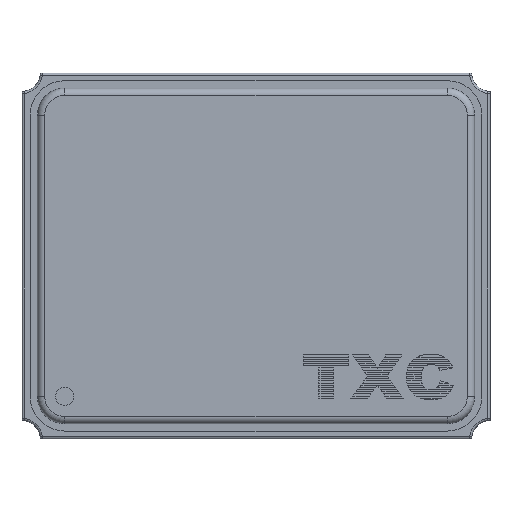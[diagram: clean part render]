
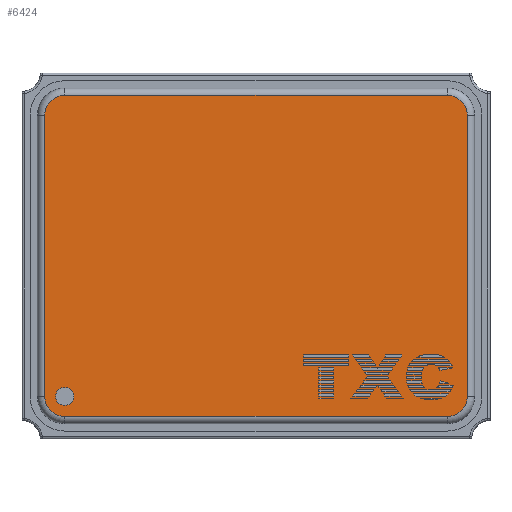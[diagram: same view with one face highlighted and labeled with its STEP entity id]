
A CAD part, top view. The second image highlights one B-rep face of the part: STEP entity #6424.
In plain terms, the highlighted planar face has unit normal (0, 0, 1).
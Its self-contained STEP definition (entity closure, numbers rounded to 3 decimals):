
#491=PLANE('',#7108);
#890=FACE_OUTER_BOUND('',#1289,.T.);
#1289=EDGE_LOOP('',(#5962,#5963,#5964,#5965,#5966,#5967,#5968,#5969));
#1391=CIRCLE('',#7090,0.136);
#1395=CIRCLE('',#7096,0.136);
#1399=CIRCLE('',#7102,0.136);
#1402=CIRCLE('',#7107,0.136);
#2035=LINE('',#11214,#2674);
#2037=LINE('',#11226,#2676);
#2039=LINE('',#11238,#2678);
#2041=LINE('',#11250,#2680);
#2674=VECTOR('',#8675,10.);
#2676=VECTOR('',#8689,10.);
#2678=VECTOR('',#8703,10.);
#2680=VECTOR('',#8717,10.);
#3355=VERTEX_POINT('',#11207);
#3358=VERTEX_POINT('',#11212);
#3360=VERTEX_POINT('',#11218);
#3362=VERTEX_POINT('',#11224);
#3364=VERTEX_POINT('',#11230);
#3366=VERTEX_POINT('',#11236);
#3368=VERTEX_POINT('',#11242);
#3370=VERTEX_POINT('',#11248);
#4219=EDGE_CURVE('',#3358,#3355,#2035,.T.);
#4222=EDGE_CURVE('',#3360,#3358,#1391,.T.);
#4225=EDGE_CURVE('',#3362,#3360,#2037,.T.);
#4228=EDGE_CURVE('',#3364,#3362,#1395,.T.);
#4231=EDGE_CURVE('',#3366,#3364,#2039,.T.);
#4234=EDGE_CURVE('',#3368,#3366,#1399,.T.);
#4237=EDGE_CURVE('',#3370,#3368,#2041,.T.);
#4239=EDGE_CURVE('',#3355,#3370,#1402,.T.);
#5962=ORIENTED_EDGE('',*,*,#4219,.F.);
#5963=ORIENTED_EDGE('',*,*,#4222,.F.);
#5964=ORIENTED_EDGE('',*,*,#4225,.F.);
#5965=ORIENTED_EDGE('',*,*,#4228,.F.);
#5966=ORIENTED_EDGE('',*,*,#4231,.F.);
#5967=ORIENTED_EDGE('',*,*,#4234,.F.);
#5968=ORIENTED_EDGE('',*,*,#4237,.F.);
#5969=ORIENTED_EDGE('',*,*,#4239,.F.);
#6424=ADVANCED_FACE('',(#890),#491,.T.);
#7090=AXIS2_PLACEMENT_3D('',#11220,#8682,#8683);
#7096=AXIS2_PLACEMENT_3D('',#11232,#8696,#8697);
#7102=AXIS2_PLACEMENT_3D('',#11244,#8710,#8711);
#7107=AXIS2_PLACEMENT_3D('',#11253,#8722,#8723);
#7108=AXIS2_PLACEMENT_3D('',#11254,#8724,#8725);
#8675=DIRECTION('',(1.,0.,0.));
#8682=DIRECTION('center_axis',(0.,0.,-1.));
#8683=DIRECTION('ref_axis',(-0.707,0.707,0.));
#8689=DIRECTION('',(0.,1.,0.));
#8696=DIRECTION('center_axis',(0.,0.,-1.));
#8697=DIRECTION('ref_axis',(-0.707,-0.707,0.));
#8703=DIRECTION('',(-1.,0.,0.));
#8710=DIRECTION('center_axis',(0.,0.,-1.));
#8711=DIRECTION('ref_axis',(0.707,-0.707,0.));
#8717=DIRECTION('',(0.,-1.,0.));
#8722=DIRECTION('center_axis',(0.,0.,-1.));
#8723=DIRECTION('ref_axis',(0.707,0.707,0.));
#8724=DIRECTION('center_axis',(0.,0.,1.));
#8725=DIRECTION('ref_axis',(1.,0.,0.));
#11207=CARTESIAN_POINT('',(1.309,1.097,0.05));
#11212=CARTESIAN_POINT('',(-1.309,1.097,0.05));
#11214=CARTESIAN_POINT('',(0.654,1.097,0.05));
#11218=CARTESIAN_POINT('',(-1.445,0.961,0.05));
#11220=CARTESIAN_POINT('Origin',(-1.309,0.961,0.05));
#11224=CARTESIAN_POINT('',(-1.445,-0.961,0.05));
#11226=CARTESIAN_POINT('',(-1.445,0.481,0.05));
#11230=CARTESIAN_POINT('',(-1.309,-1.097,0.05));
#11232=CARTESIAN_POINT('Origin',(-1.309,-0.961,0.05));
#11236=CARTESIAN_POINT('',(1.309,-1.097,0.05));
#11238=CARTESIAN_POINT('',(-0.654,-1.097,0.05));
#11242=CARTESIAN_POINT('',(1.445,-0.961,0.05));
#11244=CARTESIAN_POINT('Origin',(1.309,-0.961,0.05));
#11248=CARTESIAN_POINT('',(1.445,0.961,0.05));
#11250=CARTESIAN_POINT('',(1.445,-0.481,0.05));
#11253=CARTESIAN_POINT('Origin',(1.309,0.961,0.05));
#11254=CARTESIAN_POINT('Origin',(0.,0.,0.05));
